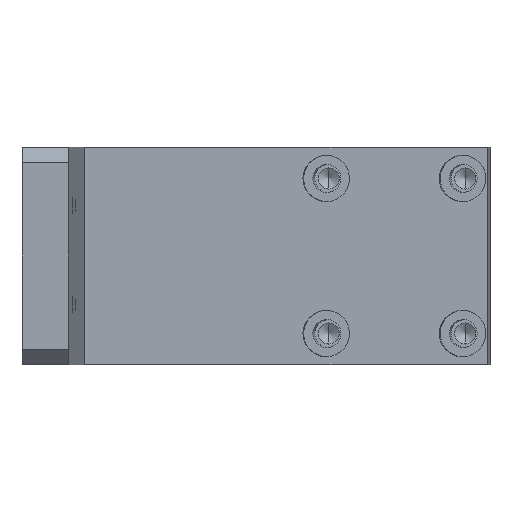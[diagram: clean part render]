
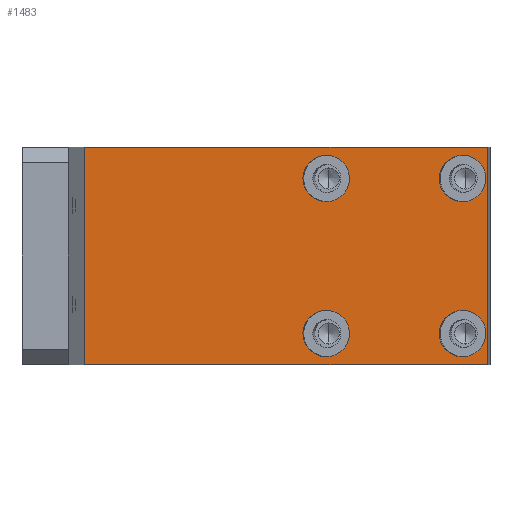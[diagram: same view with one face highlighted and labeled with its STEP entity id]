
A CAD part, left-side view. The second image highlights one B-rep face of the part: STEP entity #1483.
In plain terms, the highlighted free-form (B-spline) face has degree [1, 1] with [2, 2] control points.
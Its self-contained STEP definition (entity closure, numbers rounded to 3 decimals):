
#840 = VERTEX_POINT('',#841);
#841 = CARTESIAN_POINT('',(-44.019,-11.91,
    2.201));
#846 = EDGE_CURVE('',#847,#840,#849,.T.);
#847 = VERTEX_POINT('',#848);
#848 = CARTESIAN_POINT('',(-44.019,-11.91,
    -11.006));
#849 = ( BOUNDED_CURVE() B_SPLINE_CURVE(2,(#850,#851,#852,#853,#854),
.UNSPECIFIED.,.F.,.F.) B_SPLINE_CURVE_WITH_KNOTS((3,2,3),(3.142,
4.712,6.283),.PIECEWISE_BEZIER_KNOTS.) CURVE() 
GEOMETRIC_REPRESENTATION_ITEM() RATIONAL_B_SPLINE_CURVE((1.,
0.707,1.,0.707,1.)) REPRESENTATION_ITEM('') );
#850 = CARTESIAN_POINT('',(-44.019,-11.91,
    -11.006));
#851 = CARTESIAN_POINT('',(-44.197,-18.512,
    -11.006));
#852 = CARTESIAN_POINT('',(-44.197,-18.512,
    -4.403));
#853 = CARTESIAN_POINT('',(-44.197,-18.512,
    2.201));
#854 = CARTESIAN_POINT('',(-44.019,-11.91,
    2.201));
#936 = VERTEX_POINT('',#937);
#937 = CARTESIAN_POINT('',(-44.019,-11.91,
    46.227));
#942 = EDGE_CURVE('',#943,#936,#945,.T.);
#943 = VERTEX_POINT('',#944);
#944 = CARTESIAN_POINT('',(-44.019,-11.91,
    33.019));
#945 = ( BOUNDED_CURVE() B_SPLINE_CURVE(2,(#946,#947,#948,#949,#950),
.UNSPECIFIED.,.F.,.F.) B_SPLINE_CURVE_WITH_KNOTS((3,2,3),(3.142,
4.712,6.283),.PIECEWISE_BEZIER_KNOTS.) CURVE() 
GEOMETRIC_REPRESENTATION_ITEM() RATIONAL_B_SPLINE_CURVE((1.,
0.707,1.,0.707,1.)) REPRESENTATION_ITEM('') );
#946 = CARTESIAN_POINT('',(-44.019,-11.91,
    33.019));
#947 = CARTESIAN_POINT('',(-44.197,-18.512,
    33.019));
#948 = CARTESIAN_POINT('',(-44.197,-18.512,
    39.623));
#949 = CARTESIAN_POINT('',(-44.197,-18.512,
    46.227));
#950 = CARTESIAN_POINT('',(-44.019,-11.91,
    46.227));
#1032 = VERTEX_POINT('',#1033);
#1033 = CARTESIAN_POINT('',(-42.971,26.818,
    46.227));
#1038 = EDGE_CURVE('',#1039,#1032,#1041,.T.);
#1039 = VERTEX_POINT('',#1040);
#1040 = CARTESIAN_POINT('',(-42.971,26.818,
    33.019));
#1041 = ( BOUNDED_CURVE() B_SPLINE_CURVE(2,(#1042,#1043,#1044,#1045,
#1046),.UNSPECIFIED.,.F.,.F.) B_SPLINE_CURVE_WITH_KNOTS((3,2,3),(
    3.142,4.712,6.283),
.PIECEWISE_BEZIER_KNOTS.) CURVE() GEOMETRIC_REPRESENTATION_ITEM() 
RATIONAL_B_SPLINE_CURVE((1.,0.707,1.,0.707,1.)) 
REPRESENTATION_ITEM('') );
#1042 = CARTESIAN_POINT('',(-42.971,26.818,
    33.019));
#1043 = CARTESIAN_POINT('',(-43.149,20.217,
    33.019));
#1044 = CARTESIAN_POINT('',(-43.149,20.217,
    39.623));
#1045 = CARTESIAN_POINT('',(-43.149,20.217,
    46.227));
#1046 = CARTESIAN_POINT('',(-42.971,26.818,
    46.227));
#1128 = VERTEX_POINT('',#1129);
#1129 = CARTESIAN_POINT('',(-42.971,26.818,
    2.201));
#1134 = EDGE_CURVE('',#1135,#1128,#1137,.T.);
#1135 = VERTEX_POINT('',#1136);
#1136 = CARTESIAN_POINT('',(-42.971,26.818,
    -11.006));
#1137 = ( BOUNDED_CURVE() B_SPLINE_CURVE(2,(#1138,#1139,#1140,#1141,
#1142),.UNSPECIFIED.,.F.,.F.) B_SPLINE_CURVE_WITH_KNOTS((3,2,3),(
    3.142,4.712,6.283),
.PIECEWISE_BEZIER_KNOTS.) CURVE() GEOMETRIC_REPRESENTATION_ITEM() 
RATIONAL_B_SPLINE_CURVE((1.,0.707,1.,0.707,1.)) 
REPRESENTATION_ITEM('') );
#1138 = CARTESIAN_POINT('',(-42.971,26.818,
    -11.006));
#1139 = CARTESIAN_POINT('',(-43.149,20.217,
    -11.006));
#1140 = CARTESIAN_POINT('',(-43.149,20.217,
    -4.403));
#1141 = CARTESIAN_POINT('',(-43.149,20.217,
    2.201));
#1142 = CARTESIAN_POINT('',(-42.971,26.818,
    2.201));
#1454 = VERTEX_POINT('',#1455);
#1455 = CARTESIAN_POINT('',(-41.113,95.473,
    48.428));
#1468 = VERTEX_POINT('',#1469);
#1469 = CARTESIAN_POINT('',(-41.113,95.473,
    -13.208));
#1474 = EDGE_CURVE('',#1454,#1468,#1475,.T.);
#1475 = B_SPLINE_CURVE_WITH_KNOTS('',1,(#1476,#1477),.UNSPECIFIED.,.F.,
  .F.,(2,2),(-0.,70.),.PIECEWISE_BEZIER_KNOTS.);
#1476 = CARTESIAN_POINT('',(-41.113,95.473,
    48.428));
#1477 = CARTESIAN_POINT('',(-41.113,95.473,
    -13.208));
#1483 = ADVANCED_FACE('',(#1484,#1495,#1506,#1517,#1528),#1550,.F.);
#1484 = FACE_BOUND('',#1485,.T.);
#1485 = EDGE_LOOP('',(#1486,#1494));
#1486 = ORIENTED_EDGE('',*,*,#1487,.F.);
#1487 = EDGE_CURVE('',#840,#847,#1488,.T.);
#1488 = ( BOUNDED_CURVE() B_SPLINE_CURVE(2,(#1489,#1490,#1491,#1492,
#1493),.UNSPECIFIED.,.F.,.F.) B_SPLINE_CURVE_WITH_KNOTS((3,2,3),(0.,
1.571,3.142),.PIECEWISE_BEZIER_KNOTS.) CURVE() 
GEOMETRIC_REPRESENTATION_ITEM() RATIONAL_B_SPLINE_CURVE((1.,
0.707,1.,0.707,1.)) REPRESENTATION_ITEM('') );
#1489 = CARTESIAN_POINT('',(-44.019,-11.91,
    2.201));
#1490 = CARTESIAN_POINT('',(-43.84,-5.309,
    2.201));
#1491 = CARTESIAN_POINT('',(-43.84,-5.309,
    -4.403));
#1492 = CARTESIAN_POINT('',(-43.84,-5.309,
    -11.006));
#1493 = CARTESIAN_POINT('',(-44.019,-11.91,
    -11.006));
#1494 = ORIENTED_EDGE('',*,*,#846,.F.);
#1495 = FACE_BOUND('',#1496,.T.);
#1496 = EDGE_LOOP('',(#1497,#1505));
#1497 = ORIENTED_EDGE('',*,*,#1498,.F.);
#1498 = EDGE_CURVE('',#936,#943,#1499,.T.);
#1499 = ( BOUNDED_CURVE() B_SPLINE_CURVE(2,(#1500,#1501,#1502,#1503,
#1504),.UNSPECIFIED.,.F.,.F.) B_SPLINE_CURVE_WITH_KNOTS((3,2,3),(0.,
1.571,3.142),.PIECEWISE_BEZIER_KNOTS.) CURVE() 
GEOMETRIC_REPRESENTATION_ITEM() RATIONAL_B_SPLINE_CURVE((1.,
0.707,1.,0.707,1.)) REPRESENTATION_ITEM('') );
#1500 = CARTESIAN_POINT('',(-44.019,-11.91,
    46.227));
#1501 = CARTESIAN_POINT('',(-43.84,-5.309,
    46.227));
#1502 = CARTESIAN_POINT('',(-43.84,-5.309,
    39.623));
#1503 = CARTESIAN_POINT('',(-43.84,-5.309,
    33.019));
#1504 = CARTESIAN_POINT('',(-44.019,-11.91,
    33.019));
#1505 = ORIENTED_EDGE('',*,*,#942,.F.);
#1506 = FACE_BOUND('',#1507,.T.);
#1507 = EDGE_LOOP('',(#1508,#1516));
#1508 = ORIENTED_EDGE('',*,*,#1509,.F.);
#1509 = EDGE_CURVE('',#1032,#1039,#1510,.T.);
#1510 = ( BOUNDED_CURVE() B_SPLINE_CURVE(2,(#1511,#1512,#1513,#1514,
#1515),.UNSPECIFIED.,.F.,.F.) B_SPLINE_CURVE_WITH_KNOTS((3,2,3),(0.,
1.571,3.142),.PIECEWISE_BEZIER_KNOTS.) CURVE() 
GEOMETRIC_REPRESENTATION_ITEM() RATIONAL_B_SPLINE_CURVE((1.,
0.707,1.,0.707,1.)) REPRESENTATION_ITEM('') );
#1511 = CARTESIAN_POINT('',(-42.971,26.818,
    46.227));
#1512 = CARTESIAN_POINT('',(-42.792,33.42,
    46.227));
#1513 = CARTESIAN_POINT('',(-42.792,33.42,
    39.623));
#1514 = CARTESIAN_POINT('',(-42.792,33.42,
    33.019));
#1515 = CARTESIAN_POINT('',(-42.971,26.818,
    33.019));
#1516 = ORIENTED_EDGE('',*,*,#1038,.F.);
#1517 = FACE_BOUND('',#1518,.T.);
#1518 = EDGE_LOOP('',(#1519,#1527));
#1519 = ORIENTED_EDGE('',*,*,#1520,.F.);
#1520 = EDGE_CURVE('',#1128,#1135,#1521,.T.);
#1521 = ( BOUNDED_CURVE() B_SPLINE_CURVE(2,(#1522,#1523,#1524,#1525,
#1526),.UNSPECIFIED.,.F.,.F.) B_SPLINE_CURVE_WITH_KNOTS((3,2,3),(0.,
1.571,3.142),.PIECEWISE_BEZIER_KNOTS.) CURVE() 
GEOMETRIC_REPRESENTATION_ITEM() RATIONAL_B_SPLINE_CURVE((1.,
0.707,1.,0.707,1.)) REPRESENTATION_ITEM('') );
#1522 = CARTESIAN_POINT('',(-42.971,26.818,
    2.201));
#1523 = CARTESIAN_POINT('',(-42.792,33.42,
    2.201));
#1524 = CARTESIAN_POINT('',(-42.792,33.42,
    -4.403));
#1525 = CARTESIAN_POINT('',(-42.792,33.42,
    -11.006));
#1526 = CARTESIAN_POINT('',(-42.971,26.818,
    -11.006));
#1527 = ORIENTED_EDGE('',*,*,#1134,.F.);
#1528 = FACE_BOUND('',#1529,.T.);
#1529 = EDGE_LOOP('',(#1530,#1537,#1544,#1549));
#1530 = ORIENTED_EDGE('',*,*,#1531,.T.);
#1531 = EDGE_CURVE('',#1468,#1532,#1534,.T.);
#1532 = VERTEX_POINT('',#1533);
#1533 = CARTESIAN_POINT('',(-44.209,-18.952,
    -13.208));
#1534 = B_SPLINE_CURVE_WITH_KNOTS('',1,(#1535,#1536),.UNSPECIFIED.,.F.,
  .F.,(2,2),(0.,130.),.PIECEWISE_BEZIER_KNOTS.);
#1535 = CARTESIAN_POINT('',(-41.113,95.473,
    -13.208));
#1536 = CARTESIAN_POINT('',(-44.209,-18.952,
    -13.208));
#1537 = ORIENTED_EDGE('',*,*,#1538,.F.);
#1538 = EDGE_CURVE('',#1539,#1532,#1541,.T.);
#1539 = VERTEX_POINT('',#1540);
#1540 = CARTESIAN_POINT('',(-44.209,-18.952,
    48.428));
#1541 = B_SPLINE_CURVE_WITH_KNOTS('',1,(#1542,#1543),.UNSPECIFIED.,.F.,
  .F.,(2,2),(-0.,70.),.PIECEWISE_BEZIER_KNOTS.);
#1542 = CARTESIAN_POINT('',(-44.209,-18.952,
    48.428));
#1543 = CARTESIAN_POINT('',(-44.209,-18.952,
    -13.208));
#1544 = ORIENTED_EDGE('',*,*,#1545,.F.);
#1545 = EDGE_CURVE('',#1454,#1539,#1546,.T.);
#1546 = B_SPLINE_CURVE_WITH_KNOTS('',1,(#1547,#1548),.UNSPECIFIED.,.F.,
  .F.,(2,2),(0.,130.),.PIECEWISE_BEZIER_KNOTS.);
#1547 = CARTESIAN_POINT('',(-41.113,95.473,
    48.428));
#1548 = CARTESIAN_POINT('',(-44.209,-18.952,
    48.428));
#1549 = ORIENTED_EDGE('',*,*,#1474,.T.);
#1550 = B_SPLINE_SURFACE_WITH_KNOTS('',1,1,(
    (#1551,#1552)
    ,(#1553,#1554
    )),.UNSPECIFIED.,.F.,.F.,.F.,(2,2),(2,2),(-130.,0.),(-70.,0.),
  .PIECEWISE_BEZIER_KNOTS.);
#1551 = CARTESIAN_POINT('',(-44.209,-18.952,
    -13.208));
#1552 = CARTESIAN_POINT('',(-44.209,-18.952,
    48.428));
#1553 = CARTESIAN_POINT('',(-41.113,95.473,
    -13.208));
#1554 = CARTESIAN_POINT('',(-41.113,95.473,
    48.428));
